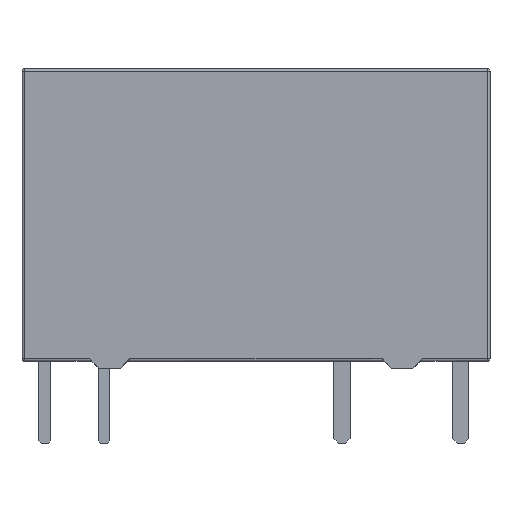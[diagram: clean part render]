
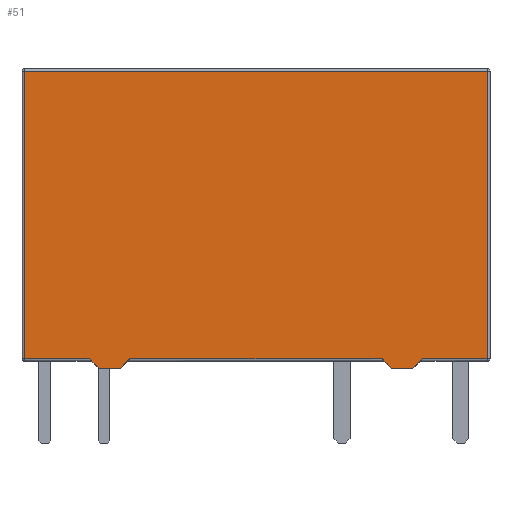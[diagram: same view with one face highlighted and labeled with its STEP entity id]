
A CAD part, front view. The second image highlights one B-rep face of the part: STEP entity #51.
In plain terms, the highlighted planar face has unit normal (0, -1, 0).
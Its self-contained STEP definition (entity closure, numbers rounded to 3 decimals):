
#51=ADVANCED_FACE('',(#174),#175,.F.);
#174=FACE_OUTER_BOUND('',#405,.T.);
#175=PLANE('',#406);
#405=EDGE_LOOP('',(#703,#704,#705,#706,#707,#708,#709,#710,#711,#712,#713,#714));
#406=AXIS2_PLACEMENT_3D('',#715,#716,#717);
#703=ORIENTED_EDGE('',*,*,#1558,.T.);
#704=ORIENTED_EDGE('',*,*,#1559,.T.);
#705=ORIENTED_EDGE('',*,*,#1560,.F.);
#706=ORIENTED_EDGE('',*,*,#1561,.T.);
#707=ORIENTED_EDGE('',*,*,#1562,.T.);
#708=ORIENTED_EDGE('',*,*,#1563,.T.);
#709=ORIENTED_EDGE('',*,*,#1564,.T.);
#710=ORIENTED_EDGE('',*,*,#1565,.T.);
#711=ORIENTED_EDGE('',*,*,#1566,.T.);
#712=ORIENTED_EDGE('',*,*,#1567,.T.);
#713=ORIENTED_EDGE('',*,*,#1568,.T.);
#714=ORIENTED_EDGE('',*,*,#1569,.T.);
#715=CARTESIAN_POINT('',(-10.0,-2.5,12.5));
#716=DIRECTION('',(0.,1.0,0.));
#717=DIRECTION('',(1.0,0.0,0.));
#1558=EDGE_CURVE('',#1888,#1889,#1890,.T.);
#1559=EDGE_CURVE('',#1889,#1891,#1892,.T.);
#1560=EDGE_CURVE('',#1893,#1891,#1894,.T.);
#1561=EDGE_CURVE('',#1893,#1895,#1896,.T.);
#1562=EDGE_CURVE('',#1895,#1897,#1898,.T.);
#1563=EDGE_CURVE('',#1897,#1899,#1900,.T.);
#1564=EDGE_CURVE('',#1899,#1901,#1902,.T.);
#1565=EDGE_CURVE('',#1901,#1903,#1904,.T.);
#1566=EDGE_CURVE('',#1903,#1905,#1906,.T.);
#1567=EDGE_CURVE('',#1905,#1907,#1908,.T.);
#1568=EDGE_CURVE('',#1907,#1909,#1910,.T.);
#1569=EDGE_CURVE('',#1909,#1888,#1911,.T.);
#1888=VERTEX_POINT('',#2374);
#1889=VERTEX_POINT('',#2375);
#1890=LINE('',#2376,#2377);
#1891=VERTEX_POINT('',#2378);
#1892=LINE('',#2379,#2380);
#1893=VERTEX_POINT('',#2381);
#1894=LINE('',#2382,#2383);
#1895=VERTEX_POINT('',#2384);
#1896=LINE('',#2385,#2386);
#1897=VERTEX_POINT('',#2387);
#1898=LINE('',#2388,#2389);
#1899=VERTEX_POINT('',#2390);
#1900=LINE('',#2391,#2392);
#1901=VERTEX_POINT('',#2393);
#1902=LINE('',#2394,#2395);
#1903=VERTEX_POINT('',#2396);
#1904=LINE('',#2397,#2398);
#1905=VERTEX_POINT('',#2399);
#1906=LINE('',#2400,#2401);
#1907=VERTEX_POINT('',#2402);
#1908=LINE('',#2403,#2404);
#1909=VERTEX_POINT('',#2405);
#1910=LINE('',#2406,#2407);
#1911=LINE('',#2408,#2409);
#2374=CARTESIAN_POINT('',(-5.4,-2.5,0.1));
#2375=CARTESIAN_POINT('',(5.4,-2.5,0.1));
#2376=CARTESIAN_POINT('',(-10.0,-2.5,0.1));
#2377=VECTOR('',#2875,1.0);
#2378=CARTESIAN_POINT('',(5.8,-2.5,-0.3));
#2379=CARTESIAN_POINT('',(5.5,-2.5,0.));
#2380=VECTOR('',#2876,1.0);
#2381=CARTESIAN_POINT('',(6.7,-2.5,-0.3));
#2382=CARTESIAN_POINT('',(7.0,-2.5,-0.3));
#2383=VECTOR('',#2877,1.0);
#2384=CARTESIAN_POINT('',(7.1,-2.5,0.1));
#2385=CARTESIAN_POINT('',(6.7,-2.5,-0.3));
#2386=VECTOR('',#2878,1.0);
#2387=CARTESIAN_POINT('',(9.9,-2.5,0.1));
#2388=CARTESIAN_POINT('',(-10.0,-2.5,0.1));
#2389=VECTOR('',#2879,1.0);
#2390=CARTESIAN_POINT('',(9.9,-2.5,12.4));
#2391=CARTESIAN_POINT('',(9.9,-2.5,12.5));
#2392=VECTOR('',#2880,1.0);
#2393=CARTESIAN_POINT('',(-9.9,-2.5,12.4));
#2394=CARTESIAN_POINT('',(-10.0,-2.5,12.4));
#2395=VECTOR('',#2881,1.0);
#2396=CARTESIAN_POINT('',(-9.9,-2.5,0.1));
#2397=CARTESIAN_POINT('',(-9.9,-2.5,12.5));
#2398=VECTOR('',#2882,1.0);
#2399=CARTESIAN_POINT('',(-7.1,-2.5,0.1));
#2400=CARTESIAN_POINT('',(-10.0,-2.5,0.1));
#2401=VECTOR('',#2883,1.0);
#2402=CARTESIAN_POINT('',(-6.7,-2.5,-0.3));
#2403=CARTESIAN_POINT('',(-7.0,-2.5,0.));
#2404=VECTOR('',#2884,1.0);
#2405=CARTESIAN_POINT('',(-5.8,-2.5,-0.3));
#2406=CARTESIAN_POINT('',(-7.0,-2.5,-0.3));
#2407=VECTOR('',#2885,1.0);
#2408=CARTESIAN_POINT('',(-5.8,-2.5,-0.3));
#2409=VECTOR('',#2886,1.0);
#2875=DIRECTION('',(1.0,0.,0.0));
#2876=DIRECTION('',(0.707,0.,-0.707));
#2877=DIRECTION('',(-1.0,0.0,0.0));
#2878=DIRECTION('',(0.707,0.,0.707));
#2879=DIRECTION('',(1.0,0.,0.0));
#2880=DIRECTION('',(0.0,0.0,1.0));
#2881=DIRECTION('',(-1.0,0.,0.0));
#2882=DIRECTION('',(0.0,0.0,-1.0));
#2883=DIRECTION('',(1.0,0.,0.0));
#2884=DIRECTION('',(0.707,0.,-0.707));
#2885=DIRECTION('',(1.0,0.,0.0));
#2886=DIRECTION('',(0.707,0.,0.707));
